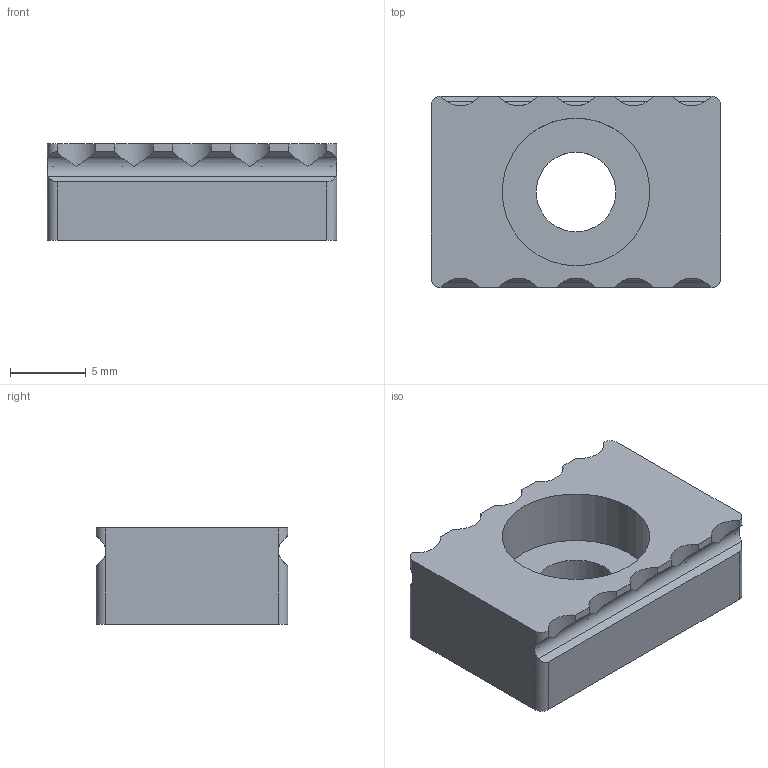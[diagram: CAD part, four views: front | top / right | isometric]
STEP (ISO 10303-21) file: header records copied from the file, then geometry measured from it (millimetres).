
FILE_DESCRIPTION(/* description */ (''),/* implementation_level */ '2;1');
FILE_NAME(/* name */ 'Castle Grip.step',/* time_stamp */ '2023-12-21T10:14:44-05:00',/* author */ (''),/* organization */ (''),/* preprocessor_version */ 'ST-DEVELOPER v20',/* originating_system */ 'Autodesk Translation Framework v12.14.0.127',/* authorisation */ '');
FILE_SCHEMA (('AUTOMOTIVE_DESIGN { 1 0 10303 214 3 1 1 }'));
Length unit declared in the file: inch
Products named in the file (1): Castle Grip
Bounding box: 19.05 x 12.62 x 6.35 mm (x, y, z)
Volume: 1149.8 mm3; surface area: 992.5 mm2
Topology: 1 solids, 1 shells, 56 faces, 175 edges, 127 vertices
Faces by surface type: plane 29, cylinder 27
Full cylindrical faces by diameter (mm): 5.25 x1, 9.728 x1
Entity records: 2149 total; most frequent: CARTESIAN_POINT 541, ORIENTED_EDGE 350, DIRECTION 301, EDGE_CURVE 175, VERTEX_POINT 127, AXIS2_PLACEMENT_3D 107, LINE 87, VECTOR 87
